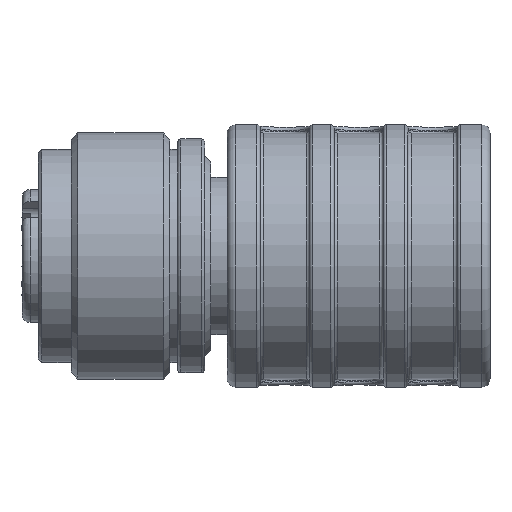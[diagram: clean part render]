
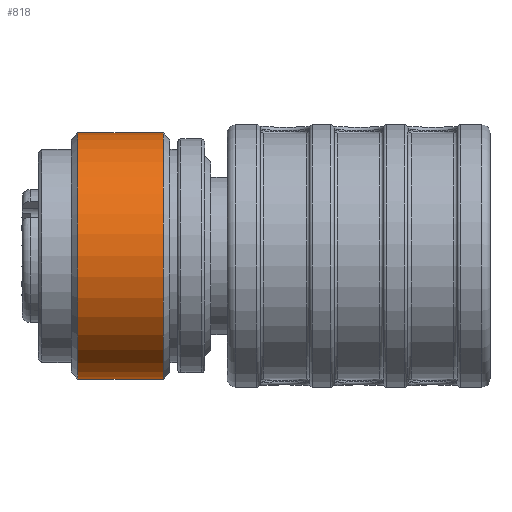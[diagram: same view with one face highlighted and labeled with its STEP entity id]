
A CAD part, top view. The second image highlights one B-rep face of the part: STEP entity #818.
In plain terms, the highlighted cylindrical face has radius 7.5 mm (diameter 15 mm), a full revolution.
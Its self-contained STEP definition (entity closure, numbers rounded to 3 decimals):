
#542=CYLINDRICAL_SURFACE('',#3452,7.5);
#621=FACE_BOUND('',#1278,.T.);
#622=FACE_BOUND('',#1279,.T.);
#818=ADVANCED_FACE('',(#621,#622),#542,.T.);
#1278=EDGE_LOOP('',(#1972));
#1279=EDGE_LOOP('',(#1973));
#1972=ORIENTED_EDGE('',*,*,#2828,.T.);
#1973=ORIENTED_EDGE('',*,*,#2827,.F.);
#2430=VERTEX_POINT('',#5723);
#2431=VERTEX_POINT('',#5726);
#2827=EDGE_CURVE('',#2430,#2430,#3098,.T.);
#2828=EDGE_CURVE('',#2431,#2431,#3099,.T.);
#3098=CIRCLE('',#3449,7.5);
#3099=CIRCLE('',#3451,7.5);
#3449=AXIS2_PLACEMENT_3D('',#5722,#4278,#4279);
#3451=AXIS2_PLACEMENT_3D('',#5725,#4282,#4283);
#3452=AXIS2_PLACEMENT_3D('',#5727,#4284,#4285);
#4278=DIRECTION('',(-1.,0.,0.));
#4279=DIRECTION('',(0.,0.,-1.));
#4282=DIRECTION('',(-1.,0.,0.));
#4283=DIRECTION('',(0.,0.,-1.));
#4284=DIRECTION('',(-1.,0.,0.));
#4285=DIRECTION('',(0.,0.,1.));
#5722=CARTESIAN_POINT('',(32.9,50.,102.5));
#5723=CARTESIAN_POINT('',(32.9,50.,95.));
#5725=CARTESIAN_POINT('',(38.1,50.,102.5));
#5726=CARTESIAN_POINT('',(38.1,50.,95.));
#5727=CARTESIAN_POINT('',(30.5,50.,102.5));
